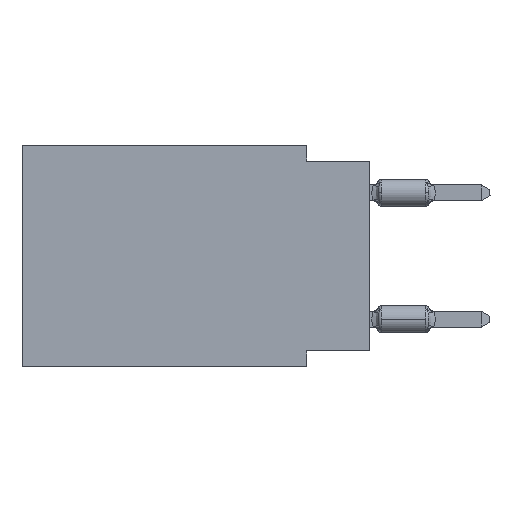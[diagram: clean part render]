
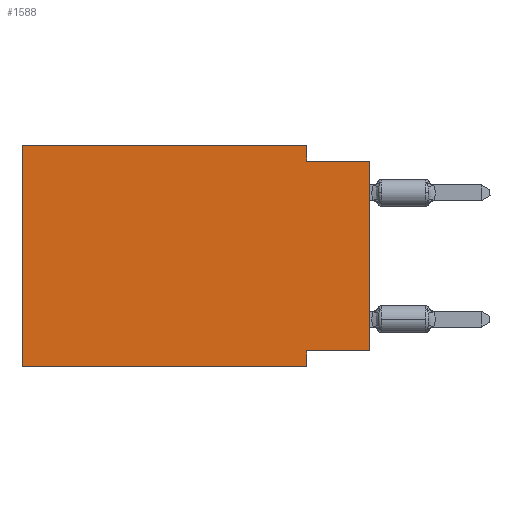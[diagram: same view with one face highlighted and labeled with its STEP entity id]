
A CAD part, left-side view. The second image highlights one B-rep face of the part: STEP entity #1588.
In plain terms, the highlighted planar face has unit normal (-1, 0, 0).
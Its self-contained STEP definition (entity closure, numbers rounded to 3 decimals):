
#687 = VERTEX_POINT ( 'NONE', #38860 ) ;
#819 = VERTEX_POINT ( 'NONE', #33407 ) ;
#1177 = CARTESIAN_POINT ( 'NONE',  ( 0., 2.54, -8.89 ) ) ;
#1483 = EDGE_CURVE ( 'NONE', #28090, #37012, #15388, .T. ) ;
#1588 = ADVANCED_FACE ( 'NONE', ( #41576 ), #12355, .F. ) ;
#2603 = ORIENTED_EDGE ( 'NONE', *, *, #30417, .F. ) ;
#3887 = ORIENTED_EDGE ( 'NONE', *, *, #1483, .F. ) ;
#4755 = DIRECTION ( 'NONE',  ( 0., 0., -1. ) ) ;
#5039 = ORIENTED_EDGE ( 'NONE', *, *, #25878, .F. ) ;
#6827 = DIRECTION ( 'NONE',  ( 0., 1., 0. ) ) ;
#7839 = LINE ( 'NONE', #21057, #8867 ) ;
#8015 = DIRECTION ( 'NONE',  ( 1., 0., 0. ) ) ;
#8867 = VECTOR ( 'NONE', #39902, 1000. ) ;
#10020 = DIRECTION ( 'NONE',  ( 0., -1., 0. ) ) ;
#10826 = VERTEX_POINT ( 'NONE', #17826 ) ;
#11194 = VERTEX_POINT ( 'NONE', #15880 ) ;
#12355 = PLANE ( 'NONE',  #14279 ) ;
#13758 = VECTOR ( 'NONE', #6827, 1000. ) ;
#14279 = AXIS2_PLACEMENT_3D ( 'NONE', #37674, #8015, #4755 ) ;
#14583 = DIRECTION ( 'NONE',  ( 0., 0., -1. ) ) ;
#15388 = LINE ( 'NONE', #28170, #37068 ) ;
#15880 = CARTESIAN_POINT ( 'NONE',  ( 0., 0., -8.255 ) ) ;
#15969 = LINE ( 'NONE', #23091, #13758 ) ;
#16409 = ORIENTED_EDGE ( 'NONE', *, *, #29878, .F. ) ;
#17248 = CARTESIAN_POINT ( 'NONE',  ( 0., 2.54, 0. ) ) ;
#17826 = CARTESIAN_POINT ( 'NONE',  ( 0., 13.97, 0. ) ) ;
#18413 = DIRECTION ( 'NONE',  ( 0., 0., -1. ) ) ;
#19760 = ORIENTED_EDGE ( 'NONE', *, *, #24455, .F. ) ;
#20859 = LINE ( 'NONE', #23255, #31420 ) ;
#21057 = CARTESIAN_POINT ( 'NONE',  ( 0., 13.97, 0. ) ) ;
#23039 = CARTESIAN_POINT ( 'NONE',  ( 0., 13.97, -8.89 ) ) ;
#23066 = VERTEX_POINT ( 'NONE', #1177 ) ;
#23091 = CARTESIAN_POINT ( 'NONE',  ( 0., 0., -8.255 ) ) ;
#23208 = CARTESIAN_POINT ( 'NONE',  ( 0., 0., -0.635 ) ) ;
#23255 = CARTESIAN_POINT ( 'NONE',  ( 0., 0., 0. ) ) ;
#24332 = ORIENTED_EDGE ( 'NONE', *, *, #39843, .T. ) ;
#24455 = EDGE_CURVE ( 'NONE', #687, #10826, #25185, .T. ) ;
#24545 = CARTESIAN_POINT ( 'NONE',  ( 0., 2.54, -8.89 ) ) ;
#25185 = LINE ( 'NONE', #38589, #36136 ) ;
#25559 = VECTOR ( 'NONE', #10020, 1000. ) ;
#25878 = EDGE_CURVE ( 'NONE', #37012, #39244, #35760, .T. ) ;
#26303 = LINE ( 'NONE', #23039, #25559 ) ;
#26614 = ORIENTED_EDGE ( 'NONE', *, *, #30314, .T. ) ;
#28090 = VERTEX_POINT ( 'NONE', #17248 ) ;
#28170 = CARTESIAN_POINT ( 'NONE',  ( 0., 2.54, 0. ) ) ;
#29212 = EDGE_CURVE ( 'NONE', #10826, #28090, #7839, .T. ) ;
#29878 = EDGE_CURVE ( 'NONE', #11194, #819, #15969, .T. ) ;
#30314 = EDGE_CURVE ( 'NONE', #687, #23066, #26303, .T. ) ;
#30417 = EDGE_CURVE ( 'NONE', #819, #23066, #40981, .T. ) ;
#31420 = VECTOR ( 'NONE', #33402, 1000. ) ;
#31903 = EDGE_LOOP ( 'NONE', ( #24332, #5039, #3887, #36655, #19760, #26614, #2603, #16409 ) ) ;
#33402 = DIRECTION ( 'NONE',  ( 0., 0., 1. ) ) ;
#33407 = CARTESIAN_POINT ( 'NONE',  ( 0., 2.54, -8.255 ) ) ;
#35603 = CARTESIAN_POINT ( 'NONE',  ( 0., 2.54, -0.635 ) ) ;
#35760 = LINE ( 'NONE', #23208, #40311 ) ;
#36136 = VECTOR ( 'NONE', #37710, 1000. ) ;
#36655 = ORIENTED_EDGE ( 'NONE', *, *, #29212, .F. ) ;
#37012 = VERTEX_POINT ( 'NONE', #35603 ) ;
#37068 = VECTOR ( 'NONE', #18413, 1000. ) ;
#37674 = CARTESIAN_POINT ( 'NONE',  ( 0., 13.97, 0. ) ) ;
#37710 = DIRECTION ( 'NONE',  ( 0., 0., 1. ) ) ;
#38589 = CARTESIAN_POINT ( 'NONE',  ( 0., 13.97, 0. ) ) ;
#38860 = CARTESIAN_POINT ( 'NONE',  ( 0., 13.97, -8.89 ) ) ;
#39244 = VERTEX_POINT ( 'NONE', #40255 ) ;
#39843 = EDGE_CURVE ( 'NONE', #11194, #39244, #20859, .T. ) ;
#39902 = DIRECTION ( 'NONE',  ( 0., -1., 0. ) ) ;
#40057 = VECTOR ( 'NONE', #14583, 1000. ) ;
#40255 = CARTESIAN_POINT ( 'NONE',  ( 0., 0., -0.635 ) ) ;
#40311 = VECTOR ( 'NONE', #42676, 1000. ) ;
#40981 = LINE ( 'NONE', #24545, #40057 ) ;
#41576 = FACE_OUTER_BOUND ( 'NONE', #31903, .T. ) ;
#42676 = DIRECTION ( 'NONE',  ( 0., -1., 0. ) ) ;
